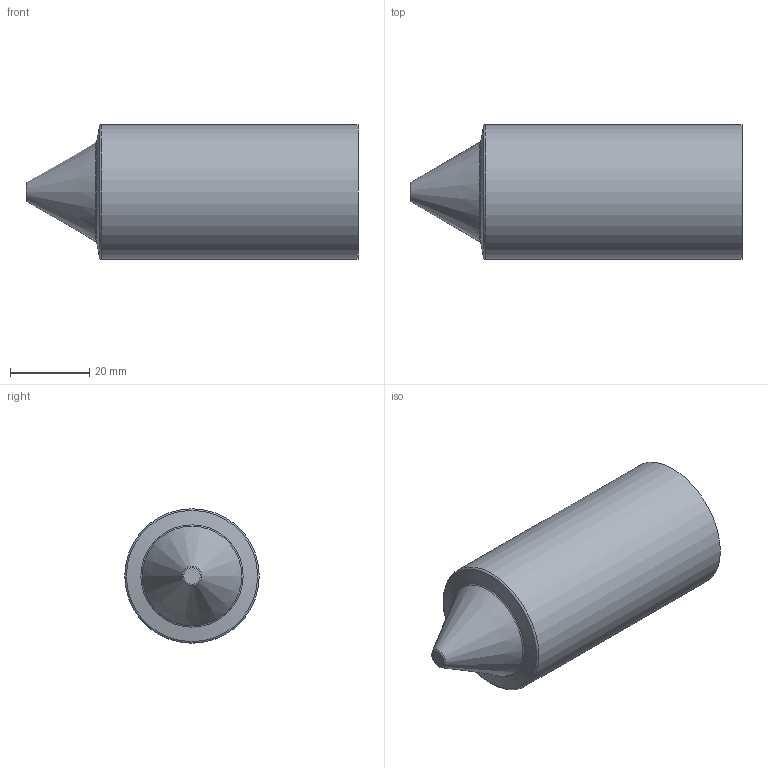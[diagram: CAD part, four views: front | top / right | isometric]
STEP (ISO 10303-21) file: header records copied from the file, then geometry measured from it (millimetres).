
FILE_DESCRIPTION(/* description */ ('Schutzkappe für ADE N°7'),/* implementation_level */ '2;1');
FILE_NAME(/* name */ '00506070-RST.stp',/* time_stamp */ '2020-10-28T13:14:36+01:00',/* author */ ('sl'),/* organization */ (''),/* preprocessor_version */ 'ST-DEVELOPER v16.5',/* originating_system */ 'Autodesk Inventor 2017',/* authorisation */ '');
FILE_SCHEMA (('AUTOMOTIVE_DESIGN { 1 0 10303 214 3 1 1 }'));
Length unit declared in the file: millimetre
Products named in the file (1): 00506070
Bounding box: 83.91 x 34 x 34 mm (x, y, z)
Volume: 11839.3 mm3; surface area: 15910.9 mm2
Topology: 1 solids, 1 shells, 15 faces, 26 edges, 14 vertices
Faces by surface type: torus 6, cone 4, plane 3, cylinder 2
Full cylindrical faces by diameter (mm): 31 x1, 34 x1
Entity records: 324 total; most frequent: DIRECTION 60, CARTESIAN_POINT 44, AXIS2_PLACEMENT_3D 30, EDGE_LOOP 28, ORIENTED_EDGE 28, FACE_OUTER_BOUND 15, ADVANCED_FACE 15, CIRCLE 14
